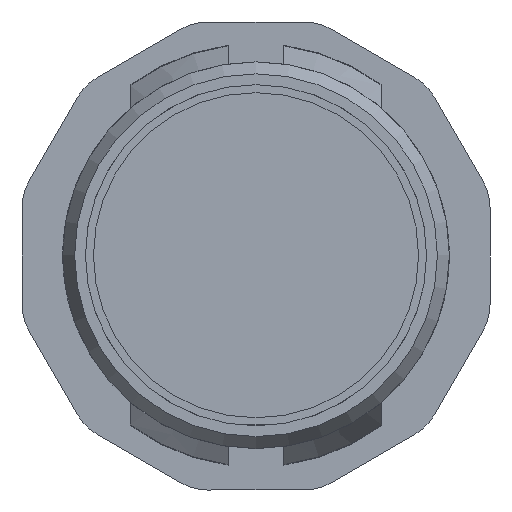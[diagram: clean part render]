
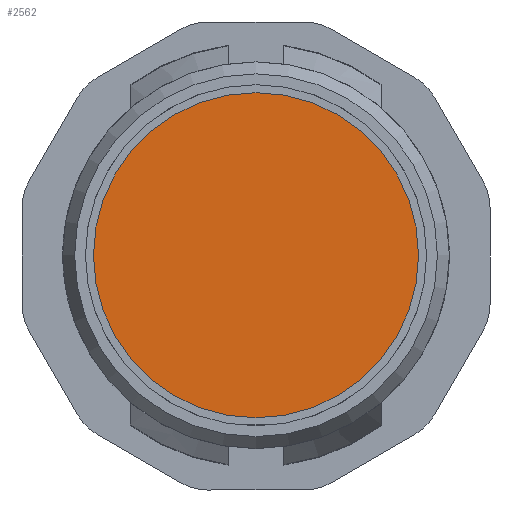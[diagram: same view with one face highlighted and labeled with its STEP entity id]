
A CAD part, front view. The second image highlights one B-rep face of the part: STEP entity #2562.
In plain terms, the highlighted planar face has unit normal (0, -1, 0).
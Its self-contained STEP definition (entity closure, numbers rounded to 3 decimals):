
#1844=PLANE('',#9272);
#2075=FACE_OUTER_BOUND('',#3507,.T.);
#2562=ADVANCED_FACE('',(#2075),#1844,.T.);
#3507=EDGE_LOOP('',(#4261));
#4261=ORIENTED_EDGE('',*,*,#7644,.F.);
#6781=VERTEX_POINT('',#12754);
#7644=EDGE_CURVE('',#6781,#6781,#8905,.T.);
#8905=CIRCLE('',#9269,21.015);
#9269=AXIS2_PLACEMENT_3D('',#12753,#10215,#10216);
#9272=AXIS2_PLACEMENT_3D('',#12758,#10221,#10222);
#10215=DIRECTION('',(0.,1.,0.));
#10216=DIRECTION('',(0.,0.,-1.));
#10221=DIRECTION('',(0.,-1.,0.));
#10222=DIRECTION('',(1.,0.,0.));
#12753=CARTESIAN_POINT('',(0.,-2.,0.));
#12754=CARTESIAN_POINT('',(0.,-2.,-21.015));
#12758=CARTESIAN_POINT('',(0.,-2.,14.192));
